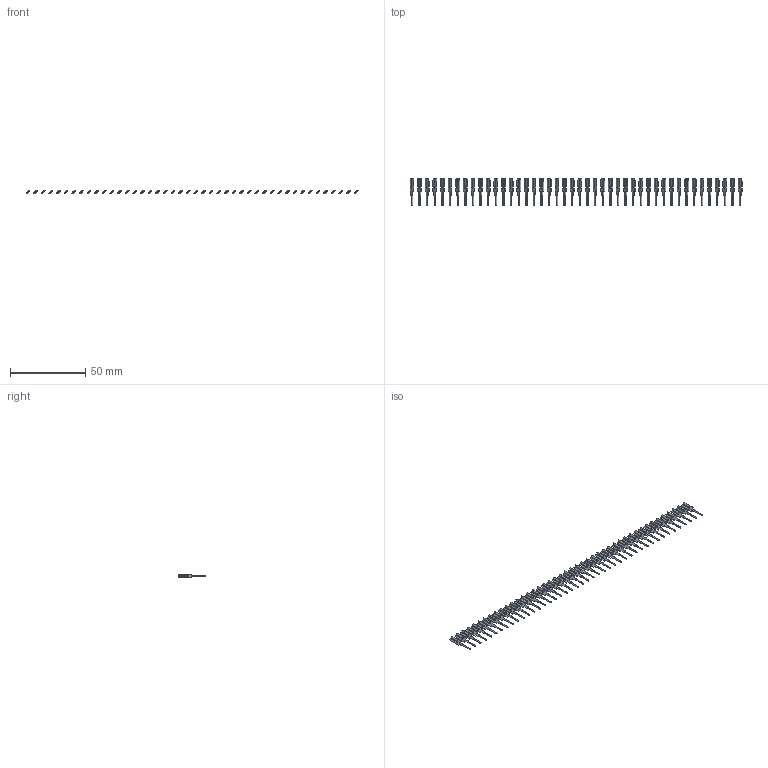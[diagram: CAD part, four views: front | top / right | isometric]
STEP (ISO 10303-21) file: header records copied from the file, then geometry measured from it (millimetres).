
FILE_DESCRIPTION (( 'STEP AP203' ), '1' );
FILE_NAME ('106-044-251-200.STEP', '2020-04-16T20:21:15', ( '' ), ( '' ), 'SwSTEP 2.0', 'SolidWorks 2016', '' );
FILE_SCHEMA (( 'CONFIG_CONTROL_DESIGN' ));
Length unit declared in the file: inch
Products named in the file (2): 100-290-001_100-290-251; 106-044-251-200
Assembly tree (44 placements, depth 2):
  106-044-251-200
    100-290-001_100-290-251  x44
Bounding box: 220.97 x 17.91 x 2.53 mm (x, y, z)
Volume: 804.5 mm3; surface area: 3954.2 mm2
Topology: 44 solids, 44 shells, 1232 faces, 3432 edges, 2288 vertices
Faces by surface type: plane 968, cylinder 264
Entity records: 2470 total; most frequent: DIRECTION 236, CARTESIAN_POINT 217, ORIENTED_EDGE 156, CALENDAR_DATE 98, COORDINATED_UNIVERSAL_TIME_OFFSET 98, LOCAL_TIME 98, DATE_AND_TIME 98, AXIS2_PLACEMENT_3D 87
